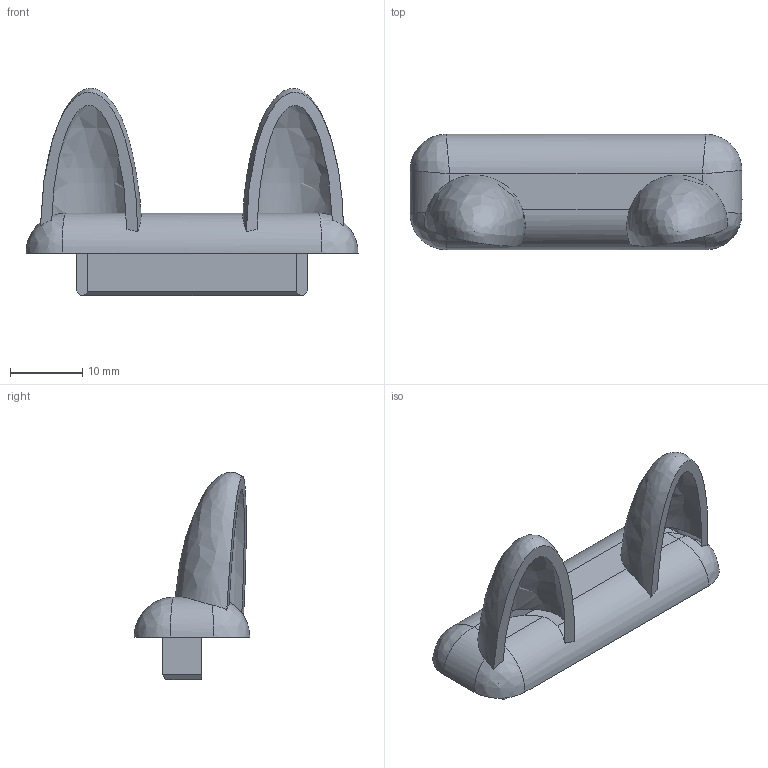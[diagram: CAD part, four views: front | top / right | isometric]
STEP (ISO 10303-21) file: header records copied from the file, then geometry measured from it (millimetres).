
FILE_DESCRIPTION(('STEP AP214'),'1');
FILE_NAME('head_adapter_cat_v2.5.stp','2023-02-07T11:47:12',(' '),(' '),'Spatial InterOp 3D',' ',' ');
FILE_SCHEMA(('AUTOMOTIVE_DESIGN { 1 0 10303 214 1 1 1 1 }'));
Length unit declared in the file: metre
Products named in the file (1): Solid
Bounding box: 46 x 16 x 28.71 mm (x, y, z)
Surface area: 3485.2 mm2 (no closed solid volume)
Topology: 0 solids, 1 shells, 61 faces, 204 edges, 137 vertices
Faces by surface type: plane 36, cylinder 13, bspline 12
Entity records: 3864 total; most frequent: CARTESIAN_POINT 1755, ORIENTED_EDGE 388, DIRECTION 242, EDGE_CURVE 194, VERTEX_POINT 137, LINE 94, VECTOR 94, B_SPLINE_CURVE_WITH_KNOTS 76
